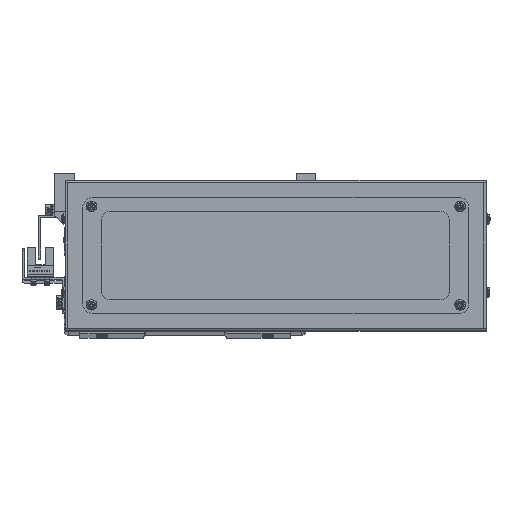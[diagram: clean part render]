
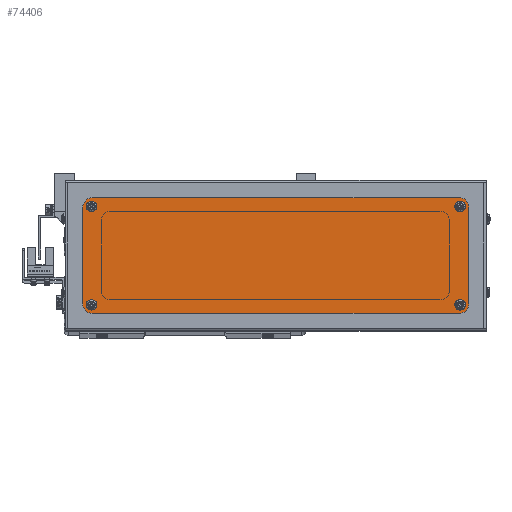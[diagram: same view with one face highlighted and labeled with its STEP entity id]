
A CAD part, top view. The second image highlights one B-rep face of the part: STEP entity #74406.
In plain terms, the highlighted planar face has unit normal (0, 0, 1).
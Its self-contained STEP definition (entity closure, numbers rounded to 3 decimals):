
#7 = DIRECTION ( 'NONE',  ( 1., 0., 0. ) ) ;
#1201 = ORIENTED_EDGE ( 'NONE', *, *, #43990, .F. ) ;
#1387 = CARTESIAN_POINT ( 'NONE',  ( -93.8, 25.5, 2. ) ) ;
#1725 = CARTESIAN_POINT ( 'NONE',  ( 95., -25., 2. ) ) ;
#2095 = AXIS2_PLACEMENT_3D ( 'NONE', #60656, #18319, #67747 ) ;
#2114 = DIRECTION ( 'NONE',  ( 0., 0., 1. ) ) ;
#2493 = ORIENTED_EDGE ( 'NONE', *, *, #89016, .T. ) ;
#2934 = ORIENTED_EDGE ( 'NONE', *, *, #61351, .T. ) ;
#5308 = CIRCLE ( 'NONE', #91663, 5. ) ;
#5377 = AXIS2_PLACEMENT_3D ( 'NONE', #12781, #62155, #19817 ) ;
#6130 = CARTESIAN_POINT ( 'NONE',  ( -100., -25., 2. ) ) ;
#7132 = LINE ( 'NONE', #85923, #61283 ) ;
#7183 = EDGE_CURVE ( 'NONE', #52862, #16888, #57582, .T. ) ;
#7572 = DIRECTION ( 'NONE',  ( 1., 0., 0. ) ) ;
#7610 = AXIS2_PLACEMENT_3D ( 'NONE', #50366, #8096, #57504 ) ;
#7683 = AXIS2_PLACEMENT_3D ( 'NONE', #56724, #49859, #7572 ) ;
#8096 = DIRECTION ( 'NONE',  ( 0., 0., 1. ) ) ;
#8321 = ORIENTED_EDGE ( 'NONE', *, *, #13706, .F. ) ;
#8889 = DIRECTION ( 'NONE',  ( 1., 0., 0. ) ) ;
#9500 = CIRCLE ( 'NONE', #58293, 5. ) ;
#10247 = CIRCLE ( 'NONE', #5377, 5. ) ;
#12781 = CARTESIAN_POINT ( 'NONE',  ( -95., 25., 2. ) ) ;
#13706 = EDGE_CURVE ( 'NONE', #16888, #52862, #36284, .T. ) ;
#13781 = ORIENTED_EDGE ( 'NONE', *, *, #74576, .T. ) ;
#15239 = FACE_BOUND ( 'NONE', #58922, .T. ) ;
#15277 = EDGE_CURVE ( 'NONE', #28447, #67154, #72623, .T. ) ;
#15995 = AXIS2_PLACEMENT_3D ( 'NONE', #84643, #42399, #7 ) ;
#16306 = LINE ( 'NONE', #73268, #32844 ) ;
#16524 = EDGE_CURVE ( 'NONE', #23559, #78595, #87842, .T. ) ;
#16888 = VERTEX_POINT ( 'NONE', #31639 ) ;
#18056 = CARTESIAN_POINT ( 'NONE',  ( -95.5, -25.5, 2. ) ) ;
#18262 = CARTESIAN_POINT ( 'NONE',  ( -95.5, 25.5, 2. ) ) ;
#18319 = DIRECTION ( 'NONE',  ( 0., 0., 1. ) ) ;
#18773 = AXIS2_PLACEMENT_3D ( 'NONE', #80071, #37786, #87140 ) ;
#18781 = EDGE_LOOP ( 'NONE', ( #8321, #66988 ) ) ;
#19342 = CARTESIAN_POINT ( 'NONE',  ( 95., 25., 2. ) ) ;
#19695 = AXIS2_PLACEMENT_3D ( 'NONE', #83519, #41254, #90631 ) ;
#19817 = DIRECTION ( 'NONE',  ( 1., 0., 0. ) ) ;
#21698 = CIRCLE ( 'NONE', #19695, 1.7 ) ;
#22239 = VERTEX_POINT ( 'NONE', #6130 ) ;
#22297 = EDGE_LOOP ( 'NONE', ( #2493, #13781, #2934, #50391, #60496, #32757, #30701, #23728 ) ) ;
#23559 = VERTEX_POINT ( 'NONE', #30850 ) ;
#23728 = ORIENTED_EDGE ( 'NONE', *, *, #50881, .T. ) ;
#24891 = AXIS2_PLACEMENT_3D ( 'NONE', #18262, #67675, #25307 ) ;
#25126 = DIRECTION ( 'NONE',  ( 1., 0., 0. ) ) ;
#25307 = DIRECTION ( 'NONE',  ( 1., 0., 0. ) ) ;
#26160 = ORIENTED_EDGE ( 'NONE', *, *, #71025, .F. ) ;
#26368 = DIRECTION ( 'NONE',  ( 1., 0., 0. ) ) ;
#27325 = FACE_OUTER_BOUND ( 'NONE', #22297, .T. ) ;
#27746 = ORIENTED_EDGE ( 'NONE', *, *, #49334, .F. ) ;
#28447 = VERTEX_POINT ( 'NONE', #39560 ) ;
#28655 = CARTESIAN_POINT ( 'NONE',  ( 93.8, 25.5, 2. ) ) ;
#29418 = DIRECTION ( 'NONE',  ( -1., 0., 0. ) ) ;
#30701 = ORIENTED_EDGE ( 'NONE', *, *, #55944, .T. ) ;
#30850 = CARTESIAN_POINT ( 'NONE',  ( -93.8, -25.5, 2. ) ) ;
#31639 = CARTESIAN_POINT ( 'NONE',  ( -97.2, 25.5, 2. ) ) ;
#32493 = VERTEX_POINT ( 'NONE', #67249 ) ;
#32757 = ORIENTED_EDGE ( 'NONE', *, *, #64406, .T. ) ;
#32844 = VECTOR ( 'NONE', #52276, 1000. ) ;
#36284 = CIRCLE ( 'NONE', #7610, 1.7 ) ;
#37163 = CARTESIAN_POINT ( 'NONE',  ( -95., -30., 2. ) ) ;
#37786 = DIRECTION ( 'NONE',  ( 0., 0., 1. ) ) ;
#39560 = CARTESIAN_POINT ( 'NONE',  ( 97.2, 25.5, 2. ) ) ;
#39642 = CARTESIAN_POINT ( 'NONE',  ( -100., 25., 2. ) ) ;
#40348 = AXIS2_PLACEMENT_3D ( 'NONE', #41927, #91322, #49015 ) ;
#41254 = DIRECTION ( 'NONE',  ( 0., 0., 1. ) ) ;
#41927 = CARTESIAN_POINT ( 'NONE',  ( -95.5, -25.5, 2. ) ) ;
#42399 = DIRECTION ( 'NONE',  ( 0., 0., 1. ) ) ;
#42411 = VERTEX_POINT ( 'NONE', #90889 ) ;
#42787 = PLANE ( 'NONE',  #7683 ) ;
#42948 = CARTESIAN_POINT ( 'NONE',  ( 95., 30., 2. ) ) ;
#43975 = FACE_BOUND ( 'NONE', #84979, .T. ) ;
#43990 = EDGE_CURVE ( 'NONE', #86149, #75103, #81675, .T. ) ;
#44472 = CARTESIAN_POINT ( 'NONE',  ( -95., -25., 2. ) ) ;
#45806 = ORIENTED_EDGE ( 'NONE', *, *, #15277, .F. ) ;
#47833 = VECTOR ( 'NONE', #89651, 1000. ) ;
#49015 = DIRECTION ( 'NONE',  ( 1., 0., 0. ) ) ;
#49025 = CARTESIAN_POINT ( 'NONE',  ( -97.2, -25.5, 2. ) ) ;
#49334 = EDGE_CURVE ( 'NONE', #67154, #28447, #21698, .T. ) ;
#49859 = DIRECTION ( 'NONE',  ( 0., 0., 1. ) ) ;
#50366 = CARTESIAN_POINT ( 'NONE',  ( -95.5, 25.5, 2. ) ) ;
#50391 = ORIENTED_EDGE ( 'NONE', *, *, #51576, .T. ) ;
#50881 = EDGE_CURVE ( 'NONE', #58604, #22239, #61258, .T. ) ;
#51166 = DIRECTION ( 'NONE',  ( 0., 0., 1. ) ) ;
#51253 = CARTESIAN_POINT ( 'NONE',  ( 93.8, -25.5, 2. ) ) ;
#51571 = DIRECTION ( 'NONE',  ( 1., 0., 0. ) ) ;
#51576 = EDGE_CURVE ( 'NONE', #79038, #83957, #56780, .T. ) ;
#51993 = ORIENTED_EDGE ( 'NONE', *, *, #16524, .F. ) ;
#52276 = DIRECTION ( 'NONE',  ( 1., 0., 0. ) ) ;
#52862 = VERTEX_POINT ( 'NONE', #1387 ) ;
#55944 = EDGE_CURVE ( 'NONE', #42411, #58604, #10247, .T. ) ;
#56724 = CARTESIAN_POINT ( 'NONE',  ( -95., -25., 2. ) ) ;
#56780 = LINE ( 'NONE', #68671, #47833 ) ;
#57504 = DIRECTION ( 'NONE',  ( 1., 0., 0. ) ) ;
#57582 = CIRCLE ( 'NONE', #24891, 1.7 ) ;
#58293 = AXIS2_PLACEMENT_3D ( 'NONE', #1725, #51166, #8889 ) ;
#58604 = VERTEX_POINT ( 'NONE', #39642 ) ;
#58922 = EDGE_LOOP ( 'NONE', ( #27746, #45806 ) ) ;
#59054 = VECTOR ( 'NONE', #74698, 1000. ) ;
#60496 = ORIENTED_EDGE ( 'NONE', *, *, #74168, .T. ) ;
#60656 = CARTESIAN_POINT ( 'NONE',  ( 95.5, -25.5, 2. ) ) ;
#60845 = CARTESIAN_POINT ( 'NONE',  ( 97.2, -25.5, 2. ) ) ;
#60989 = AXIS2_PLACEMENT_3D ( 'NONE', #44472, #2114, #51571 ) ;
#61258 = LINE ( 'NONE', #81766, #59054 ) ;
#61283 = VECTOR ( 'NONE', #29418, 1000. ) ;
#61351 = EDGE_CURVE ( 'NONE', #32493, #79038, #9500, .T. ) ;
#62155 = DIRECTION ( 'NONE',  ( 0., 0., 1. ) ) ;
#62749 = FACE_BOUND ( 'NONE', #18781, .T. ) ;
#64406 = EDGE_CURVE ( 'NONE', #76726, #42411, #7132, .T. ) ;
#65176 = CIRCLE ( 'NONE', #60989, 5. ) ;
#65348 = CARTESIAN_POINT ( 'NONE',  ( 100., 25., 2. ) ) ;
#66988 = ORIENTED_EDGE ( 'NONE', *, *, #7183, .F. ) ;
#67154 = VERTEX_POINT ( 'NONE', #28655 ) ;
#67249 = CARTESIAN_POINT ( 'NONE',  ( 95., -30., 2. ) ) ;
#67473 = DIRECTION ( 'NONE',  ( 0., 0., 1. ) ) ;
#67675 = DIRECTION ( 'NONE',  ( 0., 0., 1. ) ) ;
#67747 = DIRECTION ( 'NONE',  ( 1., 0., 0. ) ) ;
#67937 = EDGE_CURVE ( 'NONE', #78595, #23559, #87298, .T. ) ;
#68671 = CARTESIAN_POINT ( 'NONE',  ( 100., 25., 2. ) ) ;
#68742 = DIRECTION ( 'NONE',  ( 0., 0., 1. ) ) ;
#71025 = EDGE_CURVE ( 'NONE', #75103, #86149, #85283, .T. ) ;
#72623 = CIRCLE ( 'NONE', #15995, 1.7 ) ;
#73268 = CARTESIAN_POINT ( 'NONE',  ( 95., -30., 2. ) ) ;
#73925 = EDGE_LOOP ( 'NONE', ( #26160, #1201 ) ) ;
#74168 = EDGE_CURVE ( 'NONE', #83957, #76726, #5308, .T. ) ;
#74406 = ADVANCED_FACE ( 'NONE', ( #83705, #15239, #27325, #62749, #43975 ), #42787, .T. ) ;
#74576 = EDGE_CURVE ( 'NONE', #80488, #32493, #16306, .T. ) ;
#74698 = DIRECTION ( 'NONE',  ( 0., -1., 0. ) ) ;
#75103 = VERTEX_POINT ( 'NONE', #51253 ) ;
#76112 = CARTESIAN_POINT ( 'NONE',  ( 100., -25., 2. ) ) ;
#76726 = VERTEX_POINT ( 'NONE', #42948 ) ;
#78595 = VERTEX_POINT ( 'NONE', #49025 ) ;
#79038 = VERTEX_POINT ( 'NONE', #76112 ) ;
#80071 = CARTESIAN_POINT ( 'NONE',  ( 95.5, -25.5, 2. ) ) ;
#80488 = VERTEX_POINT ( 'NONE', #37163 ) ;
#80830 = ORIENTED_EDGE ( 'NONE', *, *, #67937, .F. ) ;
#81675 = CIRCLE ( 'NONE', #18773, 1.7 ) ;
#81766 = CARTESIAN_POINT ( 'NONE',  ( -100., -25., 2. ) ) ;
#83519 = CARTESIAN_POINT ( 'NONE',  ( 95.5, 25.5, 2. ) ) ;
#83705 = FACE_BOUND ( 'NONE', #73925, .T. ) ;
#83957 = VERTEX_POINT ( 'NONE', #65348 ) ;
#84643 = CARTESIAN_POINT ( 'NONE',  ( 95.5, 25.5, 2. ) ) ;
#84979 = EDGE_LOOP ( 'NONE', ( #80830, #51993 ) ) ;
#85283 = CIRCLE ( 'NONE', #2095, 1.7 ) ;
#85923 = CARTESIAN_POINT ( 'NONE',  ( -95., 30., 2. ) ) ;
#86149 = VERTEX_POINT ( 'NONE', #60845 ) ;
#86518 = AXIS2_PLACEMENT_3D ( 'NONE', #18056, #67473, #25126 ) ;
#87140 = DIRECTION ( 'NONE',  ( 1., 0., 0. ) ) ;
#87298 = CIRCLE ( 'NONE', #86518, 1.7 ) ;
#87842 = CIRCLE ( 'NONE', #40348, 1.7 ) ;
#89016 = EDGE_CURVE ( 'NONE', #22239, #80488, #65176, .T. ) ;
#89651 = DIRECTION ( 'NONE',  ( 0., 1., 0. ) ) ;
#90631 = DIRECTION ( 'NONE',  ( 1., 0., 0. ) ) ;
#90889 = CARTESIAN_POINT ( 'NONE',  ( -95., 30., 2. ) ) ;
#91322 = DIRECTION ( 'NONE',  ( 0., 0., 1. ) ) ;
#91663 = AXIS2_PLACEMENT_3D ( 'NONE', #19342, #68742, #26368 ) ;
